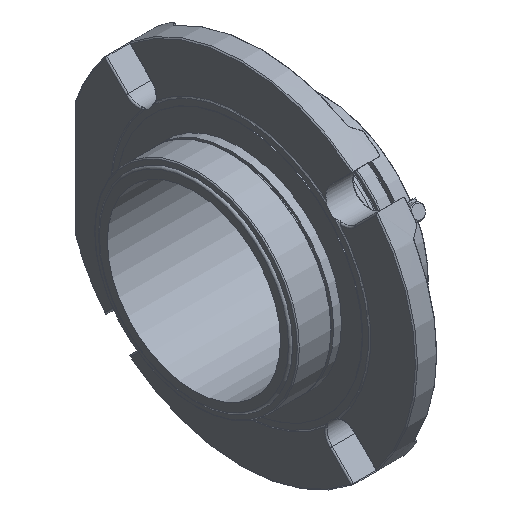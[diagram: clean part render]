
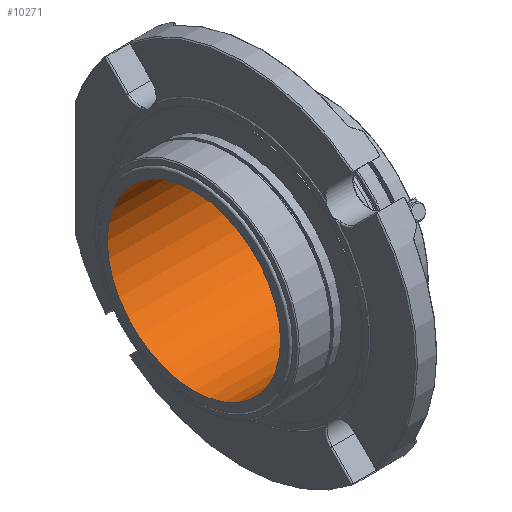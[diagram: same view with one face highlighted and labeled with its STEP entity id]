
A CAD part, isometric view. The second image highlights one B-rep face of the part: STEP entity #10271.
In plain terms, the highlighted cylindrical face has radius 62.5 mm (diameter 125 mm), a full revolution.
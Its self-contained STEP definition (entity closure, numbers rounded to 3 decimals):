
#1866=CYLINDRICAL_SURFACE('',#11359,62.5);
#4994=ORIENTED_EDGE('',*,*,#4996,.T.);
#4995=ORIENTED_EDGE('',*,*,#6270,.F.);
#4996=EDGE_CURVE('',#6516,#6516,#7486,.T.);
#6270=EDGE_CURVE('',#7331,#7331,#7954,.T.);
#6516=VERTEX_POINT('',#14045);
#7331=VERTEX_POINT('',#20841);
#7486=CIRCLE('',#10286,62.5);
#7954=CIRCLE('',#11202,62.5);
#8733=EDGE_LOOP('',(#4994));
#8734=EDGE_LOOP('',(#4995));
#9443=FACE_BOUND('',#8733,.T.);
#9444=FACE_BOUND('',#8734,.T.);
#10271=ADVANCED_FACE('',(#9443,#9444),#1866,.F.);
#10286=AXIS2_PLACEMENT_3D('',#14044,#11364,#11365);
#11202=AXIS2_PLACEMENT_3D('',#20840,#13656,#13657);
#11359=AXIS2_PLACEMENT_3D('',#21727,#14040,#14041);
#11364=DIRECTION('',(-1.,0.,0.));
#11365=DIRECTION('',(0.,0.,1.));
#13656=DIRECTION('',(-1.,0.,0.));
#13657=DIRECTION('',(0.,0.,1.));
#14040=DIRECTION('',(-1.,0.,0.));
#14041=DIRECTION('',(0.,0.,-1.));
#14044=CARTESIAN_POINT('',(-6.885,0.,0.));
#14045=CARTESIAN_POINT('',(-6.885,0.,62.5));
#20840=CARTESIAN_POINT('',(85.452,0.,0.));
#20841=CARTESIAN_POINT('',(85.452,0.,62.5));
#21727=CARTESIAN_POINT('',(102.926,0.,0.));
